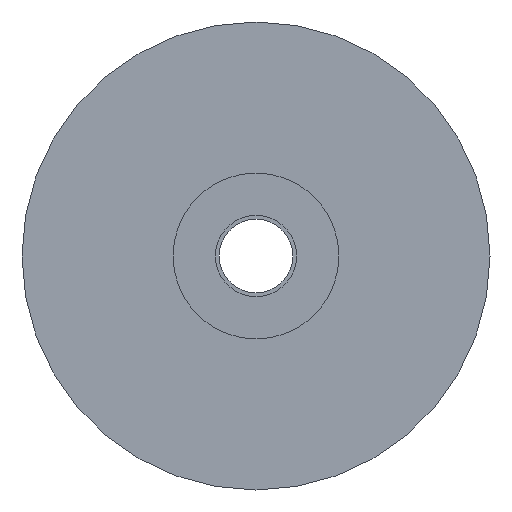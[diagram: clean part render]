
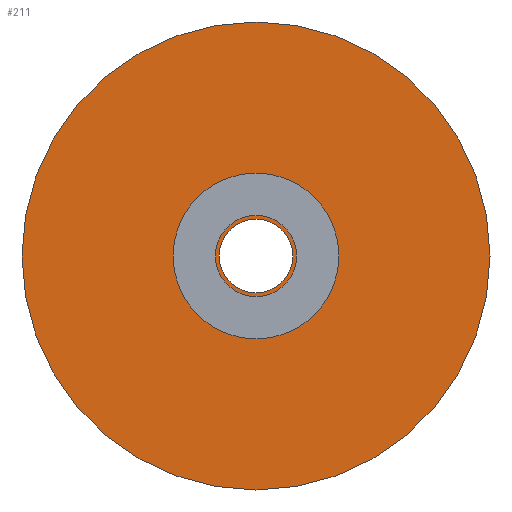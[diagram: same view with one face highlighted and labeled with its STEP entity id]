
A CAD part, front view. The second image highlights one B-rep face of the part: STEP entity #211.
In plain terms, the highlighted planar face has unit normal (0, -1, 0).
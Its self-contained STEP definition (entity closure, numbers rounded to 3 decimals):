
#55=FACE_BOUND('',#84,.T.);
#66=FACE_OUTER_BOUND('',#83,.T.);
#83=EDGE_LOOP('',(#178));
#84=EDGE_LOOP('',(#179));
#98=CIRCLE('',#253,1.);
#101=CIRCLE('',#259,6.35);
#115=VERTEX_POINT('',#381);
#117=VERTEX_POINT('',#390);
#132=EDGE_CURVE('',#115,#115,#98,.T.);
#136=EDGE_CURVE('',#117,#117,#101,.T.);
#178=ORIENTED_EDGE('',*,*,#136,.T.);
#179=ORIENTED_EDGE('',*,*,#132,.T.);
#200=PLANE('',#264);
#211=ADVANCED_FACE('',(#66,#55),#200,.T.);
#253=AXIS2_PLACEMENT_3D('',#382,#303,#304);
#259=AXIS2_PLACEMENT_3D('',#391,#316,#317);
#264=AXIS2_PLACEMENT_3D('',#400,#328,#329);
#303=DIRECTION('center_axis',(0.,1.,0.));
#304=DIRECTION('ref_axis',(1.,0.,0.));
#316=DIRECTION('center_axis',(0.,-1.,0.));
#317=DIRECTION('ref_axis',(0.,0.,-1.));
#328=DIRECTION('center_axis',(0.,-1.,0.));
#329=DIRECTION('ref_axis',(0.,0.,-1.));
#381=CARTESIAN_POINT('',(-1.,0.,0.));
#382=CARTESIAN_POINT('Origin',(0.,0.,0.));
#390=CARTESIAN_POINT('',(0.,0.,6.35));
#391=CARTESIAN_POINT('Origin',(0.,0.,0.));
#400=CARTESIAN_POINT('Origin',(0.,0.,0.));
